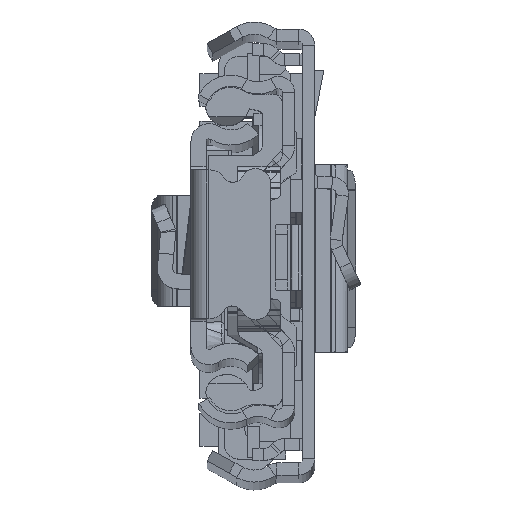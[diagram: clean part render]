
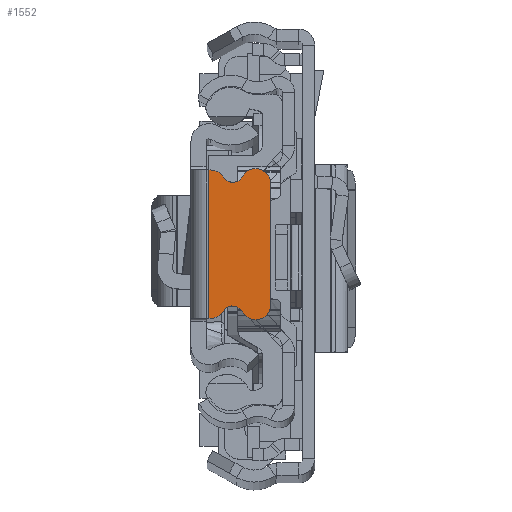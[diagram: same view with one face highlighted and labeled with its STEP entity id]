
A CAD part, top view. The second image highlights one B-rep face of the part: STEP entity #1552.
In plain terms, the highlighted planar face has unit normal (0, 0, 1).
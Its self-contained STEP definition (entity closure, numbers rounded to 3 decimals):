
#61 = ORIENTED_EDGE ( 'NONE', *, *, #24402, .F. ) ;
#572 = CARTESIAN_POINT ( 'NONE',  ( 442.771, 0., 0. ) ) ;
#922 = EDGE_CURVE ( 'NONE', #1090, #12368, #31428, .T. ) ;
#1090 = VERTEX_POINT ( 'NONE', #20733 ) ;
#1552 = ADVANCED_FACE ( 'NONE', ( #24715 ), #11674, .T. ) ;
#2782 = DIRECTION ( 'NONE',  ( -1., 0., 0. ) ) ;
#2919 = DIRECTION ( 'NONE',  ( -1., 0., 0. ) ) ;
#3388 = CARTESIAN_POINT ( 'NONE',  ( -7.929, -6., 0. ) ) ;
#3463 = DIRECTION ( 'NONE',  ( 1., 0., 0. ) ) ;
#3981 = VERTEX_POINT ( 'NONE', #21282 ) ;
#4417 = AXIS2_PLACEMENT_3D ( 'NONE', #12298, #6341, #28335 ) ;
#4712 = CIRCLE ( 'NONE', #11497, 1.5 ) ;
#5184 = EDGE_LOOP ( 'NONE', ( #6081, #61, #18032, #12209, #13128, #17497, #9068, #7148, #7088, #5707 ) ) ;
#5362 = DIRECTION ( 'NONE',  ( 1., 0., 0. ) ) ;
#5392 = CARTESIAN_POINT ( 'NONE',  ( -6.429, 6., 0. ) ) ;
#5707 = ORIENTED_EDGE ( 'NONE', *, *, #6369, .F. ) ;
#5901 = CARTESIAN_POINT ( 'NONE',  ( -6.429, -6., 0. ) ) ;
#6057 = DIRECTION ( 'NONE',  ( 1., 0., 0. ) ) ;
#6081 = ORIENTED_EDGE ( 'NONE', *, *, #27626, .F. ) ;
#6239 = VECTOR ( 'NONE', #2782, 1000. ) ;
#6341 = DIRECTION ( 'NONE',  ( 0., 0., -1. ) ) ;
#6369 = EDGE_CURVE ( 'NONE', #22234, #13889, #21467, .T. ) ;
#6469 = CARTESIAN_POINT ( 'NONE',  ( -1.929, 7.37, 0. ) ) ;
#6785 = DIRECTION ( 'NONE',  ( 0., 0., 1. ) ) ;
#7088 = ORIENTED_EDGE ( 'NONE', *, *, #20918, .T. ) ;
#7148 = ORIENTED_EDGE ( 'NONE', *, *, #922, .T. ) ;
#7495 = DIRECTION ( 'NONE',  ( 0., -1., 0. ) ) ;
#7515 = VECTOR ( 'NONE', #23610, 1000. ) ;
#8108 = CARTESIAN_POINT ( 'NONE',  ( -5.109, 6.713, 0. ) ) ;
#8214 = DIRECTION ( 'NONE',  ( 0., 0., 1. ) ) ;
#8406 = CARTESIAN_POINT ( 'NONE',  ( -1.929, 5.87, 0. ) ) ;
#9068 = ORIENTED_EDGE ( 'NONE', *, *, #11134, .T. ) ;
#10514 = CARTESIAN_POINT ( 'NONE',  ( -1.929, -7.37, 0. ) ) ;
#10924 = VECTOR ( 'NONE', #7495, 1000. ) ;
#11134 = EDGE_CURVE ( 'NONE', #31662, #1090, #18746, .T. ) ;
#11356 = DIRECTION ( 'NONE',  ( 0., 0., -1. ) ) ;
#11379 = VERTEX_POINT ( 'NONE', #31055 ) ;
#11497 = AXIS2_PLACEMENT_3D ( 'NONE', #30907, #6785, #5362 ) ;
#11674 = PLANE ( 'NONE',  #26067 ) ;
#11860 = VERTEX_POINT ( 'NONE', #31199 ) ;
#12209 = ORIENTED_EDGE ( 'NONE', *, *, #33882, .T. ) ;
#12298 = CARTESIAN_POINT ( 'NONE',  ( -4.142, -7.236, 0. ) ) ;
#12368 = VERTEX_POINT ( 'NONE', #29903 ) ;
#12607 = CARTESIAN_POINT ( 'NONE',  ( -1.929, 7.37, 0. ) ) ;
#13128 = ORIENTED_EDGE ( 'NONE', *, *, #13876, .T. ) ;
#13656 = CIRCLE ( 'NONE', #29394, 1.5 ) ;
#13876 = EDGE_CURVE ( 'NONE', #22142, #3981, #25335, .T. ) ;
#13889 = VERTEX_POINT ( 'NONE', #10514 ) ;
#14271 = AXIS2_PLACEMENT_3D ( 'NONE', #5901, #8214, #30386 ) ;
#14710 = LINE ( 'NONE', #6469, #23424 ) ;
#15412 = LINE ( 'NONE', #26338, #10924 ) ;
#15934 = VERTEX_POINT ( 'NONE', #12607 ) ;
#16293 = AXIS2_PLACEMENT_3D ( 'NONE', #25264, #11356, #6057 ) ;
#16898 = AXIS2_PLACEMENT_3D ( 'NONE', #5392, #27066, #2919 ) ;
#17497 = ORIENTED_EDGE ( 'NONE', *, *, #27370, .T. ) ;
#18032 = ORIENTED_EDGE ( 'NONE', *, *, #19431, .T. ) ;
#18598 = DIRECTION ( 'NONE',  ( -1., 0., 0. ) ) ;
#18746 = CIRCLE ( 'NONE', #14271, 1.5 ) ;
#18807 = CARTESIAN_POINT ( 'NONE',  ( -1.929, -7.37, 0. ) ) ;
#18831 = CARTESIAN_POINT ( 'NONE',  ( -7.929, -6., 0. ) ) ;
#19431 = EDGE_CURVE ( 'NONE', #15934, #11379, #13656, .T. ) ;
#20733 = CARTESIAN_POINT ( 'NONE',  ( -5.109, -6.713, 0. ) ) ;
#20918 = EDGE_CURVE ( 'NONE', #12368, #13889, #4712, .T. ) ;
#21282 = CARTESIAN_POINT ( 'NONE',  ( -7.929, 6., 0. ) ) ;
#21467 = LINE ( 'NONE', #18807, #6239 ) ;
#22142 = VERTEX_POINT ( 'NONE', #8108 ) ;
#22234 = VERTEX_POINT ( 'NONE', #22352 ) ;
#22352 = CARTESIAN_POINT ( 'NONE',  ( -1.75, -7.37, 0. ) ) ;
#23424 = VECTOR ( 'NONE', #3463, 1000. ) ;
#23610 = DIRECTION ( 'NONE',  ( 0., -1., 0. ) ) ;
#24402 = EDGE_CURVE ( 'NONE', #15934, #11860, #14710, .T. ) ;
#24715 = FACE_OUTER_BOUND ( 'NONE', #5184, .T. ) ;
#24893 = DIRECTION ( 'NONE',  ( 0., 0., 1. ) ) ;
#25264 = CARTESIAN_POINT ( 'NONE',  ( -4.142, 7.236, 0. ) ) ;
#25335 = CIRCLE ( 'NONE', #16898, 1.5 ) ;
#26067 = AXIS2_PLACEMENT_3D ( 'NONE', #572, #24893, #33143 ) ;
#26338 = CARTESIAN_POINT ( 'NONE',  ( -1.75, 0., 0. ) ) ;
#27066 = DIRECTION ( 'NONE',  ( 0., 0., 1. ) ) ;
#27370 = EDGE_CURVE ( 'NONE', #3981, #31662, #28887, .T. ) ;
#27626 = EDGE_CURVE ( 'NONE', #11860, #22234, #15412, .T. ) ;
#28335 = DIRECTION ( 'NONE',  ( -1., 0., 0. ) ) ;
#28887 = LINE ( 'NONE', #18831, #7515 ) ;
#29394 = AXIS2_PLACEMENT_3D ( 'NONE', #8406, #34815, #18598 ) ;
#29903 = CARTESIAN_POINT ( 'NONE',  ( -3.206, -6.658, 0. ) ) ;
#30386 = DIRECTION ( 'NONE',  ( 1., 0., 0. ) ) ;
#30907 = CARTESIAN_POINT ( 'NONE',  ( -1.929, -5.87, 0. ) ) ;
#31055 = CARTESIAN_POINT ( 'NONE',  ( -3.206, 6.658, 0. ) ) ;
#31199 = CARTESIAN_POINT ( 'NONE',  ( -1.75, 7.37, 0. ) ) ;
#31428 = CIRCLE ( 'NONE', #4417, 1.1 ) ;
#31662 = VERTEX_POINT ( 'NONE', #3388 ) ;
#33143 = DIRECTION ( 'NONE',  ( 1., 0., 0. ) ) ;
#33882 = EDGE_CURVE ( 'NONE', #11379, #22142, #34279, .T. ) ;
#34279 = CIRCLE ( 'NONE', #16293, 1.1 ) ;
#34815 = DIRECTION ( 'NONE',  ( 0., 0., 1. ) ) ;
